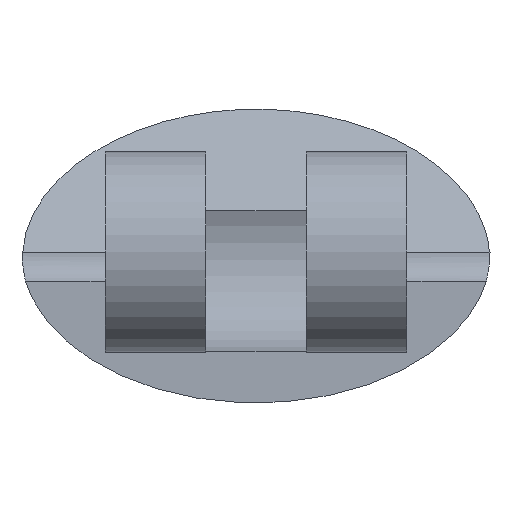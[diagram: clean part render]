
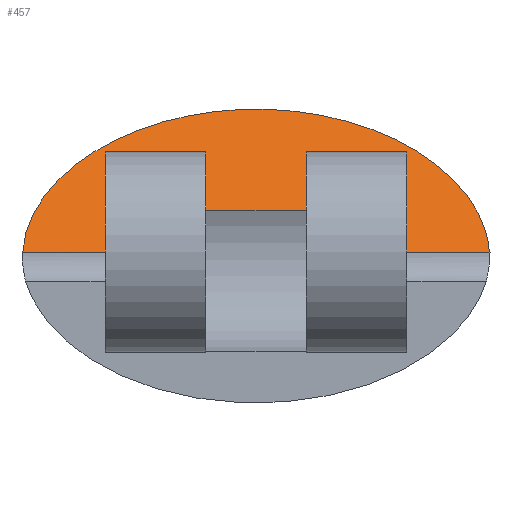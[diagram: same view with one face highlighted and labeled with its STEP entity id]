
A CAD part, front view. The second image highlights one B-rep face of the part: STEP entity #457.
In plain terms, the highlighted planar face has unit normal (0, -0.707, 0.707).
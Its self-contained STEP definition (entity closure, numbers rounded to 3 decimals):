
#13 = CARTESIAN_POINT ( 'NONE',  ( 4.5, 1., 0. ) ) ;
#20 = LINE ( 'NONE', #1237, #151 ) ;
#34 = CARTESIAN_POINT ( 'NONE',  ( 1.5, 2.234, 1.234 ) ) ;
#72 = CARTESIAN_POINT ( 'NONE',  ( -6.955, 1., 0. ) ) ;
#80 = CARTESIAN_POINT ( 'NONE',  ( 0.41, 5.261, 4.261 ) ) ;
#87 = CARTESIAN_POINT ( 'NONE',  ( -6.941, 1.3, 0.3 ) ) ;
#89 = ORIENTED_EDGE ( 'NONE', *, *, #966, .T. ) ;
#123 = VECTOR ( 'NONE', #558, 1000. ) ;
#142 = VERTEX_POINT ( 'NONE', #1349 ) ;
#151 = VECTOR ( 'NONE', #1104, 1000. ) ;
#166 = DIRECTION ( 'NONE',  ( -1., 0., 0. ) ) ;
#175 = DIRECTION ( 'NONE',  ( 0., -0.707, -0.707 ) ) ;
#205 = CARTESIAN_POINT ( 'NONE',  ( -4.5, 1., 0. ) ) ;
#209 = CARTESIAN_POINT ( 'NONE',  ( -2.875, 4.86, 3.86 ) ) ;
#226 = CARTESIAN_POINT ( 'NONE',  ( 0.829, 5.236, 4.236 ) ) ;
#230 = VECTOR ( 'NONE', #959, 1000. ) ;
#242 = PLANE ( 'NONE',  #440 ) ;
#245 = CARTESIAN_POINT ( 'NONE',  ( -1.68, 5.134, 4.134 ) ) ;
#269 = LINE ( 'NONE', #1319, #1199 ) ;
#287 = ORIENTED_EDGE ( 'NONE', *, *, #1696, .T. ) ;
#303 = CARTESIAN_POINT ( 'NONE',  ( 10., 1., 0. ) ) ;
#353 = CARTESIAN_POINT ( 'NONE',  ( -6.873, 1.598, 0.598 ) ) ;
#359 = EDGE_CURVE ( 'NONE', #1690, #633, #269, .T. ) ;
#362 = CARTESIAN_POINT ( 'NONE',  ( 5.867, 3.241, 2.241 ) ) ;
#371 = CARTESIAN_POINT ( 'NONE',  ( 6.94, 1.302, 0.302 ) ) ;
#423 = VECTOR ( 'NONE', #166, 1000. ) ;
#427 = LINE ( 'NONE', #1217, #230 ) ;
#440 = AXIS2_PLACEMENT_3D ( 'NONE', #508, #1565, #175 ) ;
#457 = ADVANCED_FACE ( 'NONE', ( #1426 ), #242, .T. ) ;
#463 = ORIENTED_EDGE ( 'NONE', *, *, #1708, .F. ) ;
#482 = CARTESIAN_POINT ( 'NONE',  ( 5.307, 3.709, 2.709 ) ) ;
#492 = CARTESIAN_POINT ( 'NONE',  ( 6.637, 2.174, 1.174 ) ) ;
#508 = CARTESIAN_POINT ( 'NONE',  ( 10., 1., 0. ) ) ;
#526 = CARTESIAN_POINT ( 'NONE',  ( 6.955, 1., 0. ) ) ;
#558 = DIRECTION ( 'NONE',  ( 1., 0., 0. ) ) ;
#573 = LINE ( 'NONE', #303, #423 ) ;
#618 = CARTESIAN_POINT ( 'NONE',  ( 2.075, 5.06, 4.06 ) ) ;
#624 = CARTESIAN_POINT ( 'NONE',  ( -6.638, 2.174, 1.174 ) ) ;
#631 = CARTESIAN_POINT ( 'NONE',  ( 3.26, 4.736, 3.736 ) ) ;
#633 = VERTEX_POINT ( 'NONE', #1132 ) ;
#644 = B_SPLINE_CURVE_WITH_KNOTS ( 'NONE', 3,
 ( #1106, #1385, #987, #1512 ),
 .UNSPECIFIED., .F., .F.,
 ( 4, 4 ),
 ( 0.02, 0.02 ),
 .UNSPECIFIED. ) ;
#665 = DIRECTION ( 'NONE',  ( -1., 0., 0. ) ) ;
#697 = VERTEX_POINT ( 'NONE', #1006 ) ;
#703 = VERTEX_POINT ( 'NONE', #1530 ) ;
#720 = B_SPLINE_CURVE_WITH_KNOTS ( 'NONE', 3,
 ( #1531, #87, #353, #624, #762, #1405, #1276, #1173, #1265, #744, #209, #1013, #245, #772, #1421, #80, #226, #1660, #618, #734, #631, #1133, #1672, #482, #362, #1296, #492, #1162, #371, #1680 ),
 .UNSPECIFIED., .F., .F.,
 ( 4, 2, 2, 2, 2, 2, 2, 2, 2, 2, 2, 2, 2, 2, 4 ),
 ( 0., 0.001, 0.003, 0.005, 0.006, 0.008, 0.009, 0.01, 0.011, 0.013, 0.014, 0.015, 0.018, 0.019, 0.02 ),
 .UNSPECIFIED. ) ;
#734 = CARTESIAN_POINT ( 'NONE',  ( 2.873, 4.86, 3.86 ) ) ;
#744 = CARTESIAN_POINT ( 'NONE',  ( -3.26, 4.737, 3.737 ) ) ;
#762 = CARTESIAN_POINT ( 'NONE',  ( -6.475, 2.452, 1.452 ) ) ;
#772 = CARTESIAN_POINT ( 'NONE',  ( -0.845, 5.235, 4.235 ) ) ;
#796 = LINE ( 'NONE', #1324, #1031 ) ;
#815 = ORIENTED_EDGE ( 'NONE', *, *, #1547, .T. ) ;
#821 = ORIENTED_EDGE ( 'NONE', *, *, #359, .F. ) ;
#874 = VERTEX_POINT ( 'NONE', #1050 ) ;
#959 = DIRECTION ( 'NONE',  ( 0., 0.707, 0.707 ) ) ;
#966 = EDGE_CURVE ( 'NONE', #1144, #142, #427, .T. ) ;
#968 = ORIENTED_EDGE ( 'NONE', *, *, #1391, .F. ) ;
#987 = CARTESIAN_POINT ( 'NONE',  ( 6.955, 1., 0. ) ) ;
#1006 = CARTESIAN_POINT ( 'NONE',  ( 4.5, 2.234, 1.234 ) ) ;
#1013 = CARTESIAN_POINT ( 'NONE',  ( -2.087, 5.058, 4.058 ) ) ;
#1031 = VECTOR ( 'NONE', #665, 1000. ) ;
#1049 = CARTESIAN_POINT ( 'NONE',  ( -1.5, 2.234, 1.234 ) ) ;
#1050 = CARTESIAN_POINT ( 'NONE',  ( 6.954, 1.001, 0.001 ) ) ;
#1071 = LINE ( 'NONE', #13, #1366 ) ;
#1104 = DIRECTION ( 'NONE',  ( 1., 0., 0. ) ) ;
#1106 = CARTESIAN_POINT ( 'NONE',  ( 6.954, 1.001, 0.001 ) ) ;
#1132 = CARTESIAN_POINT ( 'NONE',  ( 4.5, 1., 0. ) ) ;
#1133 = CARTESIAN_POINT ( 'NONE',  ( 3.995, 4.442, 3.442 ) ) ;
#1144 = VERTEX_POINT ( 'NONE', #205 ) ;
#1156 = EDGE_LOOP ( 'NONE', ( #815, #1220, #287, #821, #1359, #1570, #968, #89, #463 ) ) ;
#1162 = CARTESIAN_POINT ( 'NONE',  ( 6.872, 1.599, 0.599 ) ) ;
#1173 = CARTESIAN_POINT ( 'NONE',  ( -4.343, 4.274, 3.274 ) ) ;
#1199 = VECTOR ( 'NONE', #1301, 1000. ) ;
#1217 = CARTESIAN_POINT ( 'NONE',  ( -4.5, 1., 0. ) ) ;
#1220 = ORIENTED_EDGE ( 'NONE', *, *, #1641, .T. ) ;
#1236 = VERTEX_POINT ( 'NONE', #1049 ) ;
#1237 = CARTESIAN_POINT ( 'NONE',  ( 4.5, 2.234, 1.234 ) ) ;
#1265 = CARTESIAN_POINT ( 'NONE',  ( -3.997, 4.443, 3.443 ) ) ;
#1276 = CARTESIAN_POINT ( 'NONE',  ( -5.315, 3.706, 2.706 ) ) ;
#1296 = CARTESIAN_POINT ( 'NONE',  ( 6.473, 2.452, 1.452 ) ) ;
#1301 = DIRECTION ( 'NONE',  ( -1., 0., 0. ) ) ;
#1310 = EDGE_CURVE ( 'NONE', #874, #1690, #644, .T. ) ;
#1319 = CARTESIAN_POINT ( 'NONE',  ( 10., 1., 0. ) ) ;
#1324 = CARTESIAN_POINT ( 'NONE',  ( -4.5, 2.234, 1.234 ) ) ;
#1349 = CARTESIAN_POINT ( 'NONE',  ( -4.5, 2.234, 1.234 ) ) ;
#1359 = ORIENTED_EDGE ( 'NONE', *, *, #1310, .F. ) ;
#1366 = VECTOR ( 'NONE', #1580, 1000. ) ;
#1367 = VERTEX_POINT ( 'NONE', #72 ) ;
#1385 = CARTESIAN_POINT ( 'NONE',  ( 6.954, 1.001, 0.001 ) ) ;
#1391 = EDGE_CURVE ( 'NONE', #1144, #1367, #573, .T. ) ;
#1405 = CARTESIAN_POINT ( 'NONE',  ( -5.874, 3.236, 2.236 ) ) ;
#1421 = CARTESIAN_POINT ( 'NONE',  ( -0.427, 5.261, 4.261 ) ) ;
#1426 = FACE_OUTER_BOUND ( 'NONE', #1156, .T. ) ;
#1465 = EDGE_CURVE ( 'NONE', #1367, #874, #720, .T. ) ;
#1512 = CARTESIAN_POINT ( 'NONE',  ( 6.955, 1., 0. ) ) ;
#1526 = LINE ( 'NONE', #34, #123 ) ;
#1530 = CARTESIAN_POINT ( 'NONE',  ( 1.5, 2.234, 1.234 ) ) ;
#1531 = CARTESIAN_POINT ( 'NONE',  ( -6.955, 1., 0. ) ) ;
#1547 = EDGE_CURVE ( 'NONE', #1236, #703, #1526, .T. ) ;
#1565 = DIRECTION ( 'NONE',  ( 0., -0.707, 0.707 ) ) ;
#1570 = ORIENTED_EDGE ( 'NONE', *, *, #1465, .F. ) ;
#1580 = DIRECTION ( 'NONE',  ( 0., -0.707, -0.707 ) ) ;
#1641 = EDGE_CURVE ( 'NONE', #703, #697, #20, .T. ) ;
#1660 = CARTESIAN_POINT ( 'NONE',  ( 1.665, 5.136, 4.136 ) ) ;
#1672 = CARTESIAN_POINT ( 'NONE',  ( 4.341, 4.274, 3.274 ) ) ;
#1680 = CARTESIAN_POINT ( 'NONE',  ( 6.954, 1.001, 0.001 ) ) ;
#1690 = VERTEX_POINT ( 'NONE', #526 ) ;
#1696 = EDGE_CURVE ( 'NONE', #697, #633, #1071, .T. ) ;
#1708 = EDGE_CURVE ( 'NONE', #1236, #142, #796, .T. ) ;
